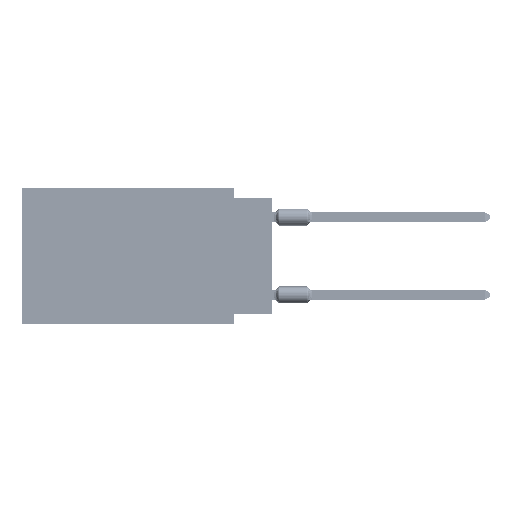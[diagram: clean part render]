
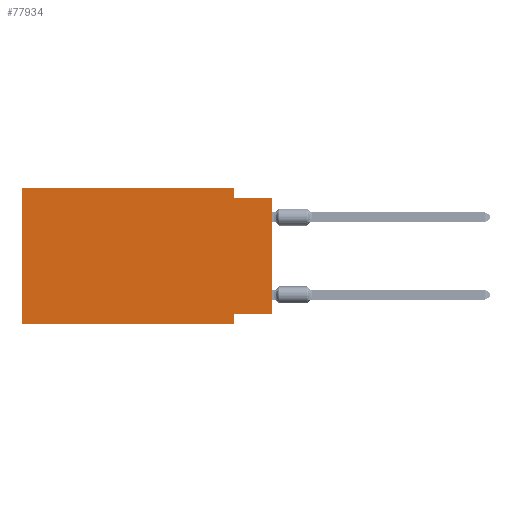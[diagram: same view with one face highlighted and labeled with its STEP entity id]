
A CAD part, left-side view. The second image highlights one B-rep face of the part: STEP entity #77934.
In plain terms, the highlighted planar face has unit normal (-1, 0, 0).
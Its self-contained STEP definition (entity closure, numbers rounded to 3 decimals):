
#2401 = CARTESIAN_POINT ( 'NONE',  ( 0., 0., -0.635 ) ) ;
#3165 = CARTESIAN_POINT ( 'NONE',  ( 0., 16.383, 0. ) ) ;
#3465 = LINE ( 'NONE', #56184, #94940 ) ;
#4156 = CARTESIAN_POINT ( 'NONE',  ( 0., 2.54, -8.89 ) ) ;
#5098 = CARTESIAN_POINT ( 'NONE',  ( 0., 2.54, 0. ) ) ;
#6090 = VECTOR ( 'NONE', #96105, 1000. ) ;
#6120 = ORIENTED_EDGE ( 'NONE', *, *, #31133, .F. ) ;
#9637 = CARTESIAN_POINT ( 'NONE',  ( 0., 2.54, -0.635 ) ) ;
#10214 = DIRECTION ( 'NONE',  ( 0., 0., 1. ) ) ;
#10812 = ORIENTED_EDGE ( 'NONE', *, *, #46231, .T. ) ;
#11406 = LINE ( 'NONE', #80433, #96605 ) ;
#12121 = DIRECTION ( 'NONE',  ( 0., 0., -1. ) ) ;
#15876 = ORIENTED_EDGE ( 'NONE', *, *, #56199, .T. ) ;
#20505 = VECTOR ( 'NONE', #86159, 1000. ) ;
#21172 = VECTOR ( 'NONE', #62876, 1000. ) ;
#25528 = CARTESIAN_POINT ( 'NONE',  ( 0., 16.383, 0. ) ) ;
#26887 = CARTESIAN_POINT ( 'NONE',  ( 0., 0., -8.255 ) ) ;
#31133 = EDGE_CURVE ( 'NONE', #61785, #59564, #104509, .T. ) ;
#34277 = EDGE_CURVE ( 'NONE', #70075, #56888, #78262, .T. ) ;
#37360 = CARTESIAN_POINT ( 'NONE',  ( 0., 16.383, 0. ) ) ;
#44553 = CARTESIAN_POINT ( 'NONE',  ( 0., 2.54, 0. ) ) ;
#45747 = EDGE_CURVE ( 'NONE', #102897, #70075, #53688, .T. ) ;
#46231 = EDGE_CURVE ( 'NONE', #94225, #63817, #51912, .T. ) ;
#48211 = VERTEX_POINT ( 'NONE', #108216 ) ;
#51912 = LINE ( 'NONE', #52461, #20505 ) ;
#52461 = CARTESIAN_POINT ( 'NONE',  ( 0., 0., 0. ) ) ;
#52732 = VECTOR ( 'NONE', #86291, 1000. ) ;
#53336 = VECTOR ( 'NONE', #10214, 1000. ) ;
#53688 = LINE ( 'NONE', #3165, #52732 ) ;
#54458 = LINE ( 'NONE', #72971, #21172 ) ;
#55420 = ORIENTED_EDGE ( 'NONE', *, *, #34277, .F. ) ;
#56184 = CARTESIAN_POINT ( 'NONE',  ( 0., 0., -8.255 ) ) ;
#56199 = EDGE_CURVE ( 'NONE', #48211, #59564, #54458, .T. ) ;
#56888 = VERTEX_POINT ( 'NONE', #9637 ) ;
#59564 = VERTEX_POINT ( 'NONE', #4156 ) ;
#61309 = CARTESIAN_POINT ( 'NONE',  ( 0., 2.54, -8.89 ) ) ;
#61785 = VERTEX_POINT ( 'NONE', #88765 ) ;
#62876 = DIRECTION ( 'NONE',  ( 0., -1., 0. ) ) ;
#63817 = VERTEX_POINT ( 'NONE', #2401 ) ;
#67587 = ORIENTED_EDGE ( 'NONE', *, *, #45747, .F. ) ;
#69048 = VECTOR ( 'NONE', #95103, 1000. ) ;
#70075 = VERTEX_POINT ( 'NONE', #5098 ) ;
#71617 = DIRECTION ( 'NONE',  ( 1., 0., 0. ) ) ;
#72003 = DIRECTION ( 'NONE',  ( 0., -1., 0. ) ) ;
#72785 = ORIENTED_EDGE ( 'NONE', *, *, #103383, .F. ) ;
#72971 = CARTESIAN_POINT ( 'NONE',  ( 0., 16.383, -8.89 ) ) ;
#77934 = ADVANCED_FACE ( 'NONE', ( #80058 ), #106376, .F. ) ;
#78262 = LINE ( 'NONE', #44553, #69048 ) ;
#80058 = FACE_OUTER_BOUND ( 'NONE', #88403, .T. ) ;
#80433 = CARTESIAN_POINT ( 'NONE',  ( 0., 0., -0.635 ) ) ;
#83462 = EDGE_CURVE ( 'NONE', #94225, #61785, #3465, .T. ) ;
#86159 = DIRECTION ( 'NONE',  ( 0., 0., 1. ) ) ;
#86291 = DIRECTION ( 'NONE',  ( 0., -1., 0. ) ) ;
#86557 = LINE ( 'NONE', #103928, #53336 ) ;
#87194 = AXIS2_PLACEMENT_3D ( 'NONE', #37360, #71617, #12121 ) ;
#88403 = EDGE_LOOP ( 'NONE', ( #10812, #97803, #55420, #67587, #72785, #15876, #6120, #89236 ) ) ;
#88765 = CARTESIAN_POINT ( 'NONE',  ( 0., 2.54, -8.255 ) ) ;
#89236 = ORIENTED_EDGE ( 'NONE', *, *, #83462, .F. ) ;
#94225 = VERTEX_POINT ( 'NONE', #26887 ) ;
#94940 = VECTOR ( 'NONE', #98859, 1000. ) ;
#95103 = DIRECTION ( 'NONE',  ( 0., 0., -1. ) ) ;
#96105 = DIRECTION ( 'NONE',  ( 0., 0., -1. ) ) ;
#96605 = VECTOR ( 'NONE', #72003, 1000. ) ;
#97803 = ORIENTED_EDGE ( 'NONE', *, *, #106908, .F. ) ;
#98859 = DIRECTION ( 'NONE',  ( 0., 1., 0. ) ) ;
#102897 = VERTEX_POINT ( 'NONE', #25528 ) ;
#103383 = EDGE_CURVE ( 'NONE', #48211, #102897, #86557, .T. ) ;
#103928 = CARTESIAN_POINT ( 'NONE',  ( 0., 16.383, 0. ) ) ;
#104509 = LINE ( 'NONE', #61309, #6090 ) ;
#106376 = PLANE ( 'NONE',  #87194 ) ;
#106908 = EDGE_CURVE ( 'NONE', #56888, #63817, #11406, .T. ) ;
#108216 = CARTESIAN_POINT ( 'NONE',  ( 0., 16.383, -8.89 ) ) ;
